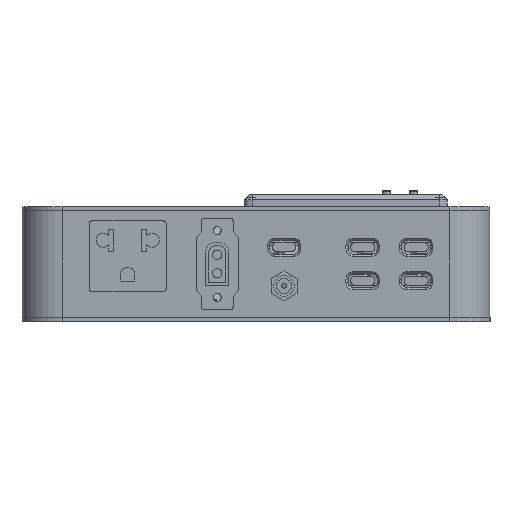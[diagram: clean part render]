
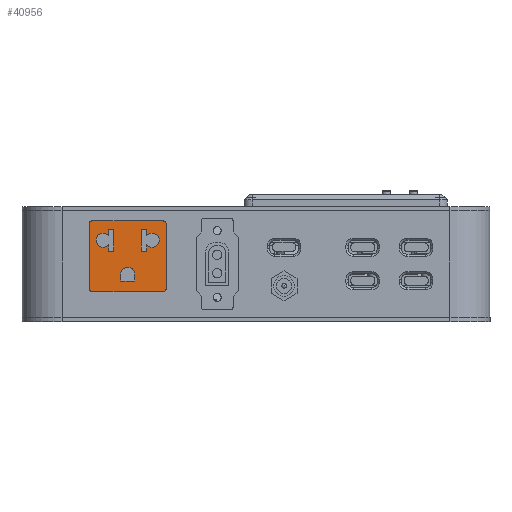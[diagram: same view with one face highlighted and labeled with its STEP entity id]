
A CAD part, front view. The second image highlights one B-rep face of the part: STEP entity #40956.
In plain terms, the highlighted planar face has unit normal (0, -1, 0).
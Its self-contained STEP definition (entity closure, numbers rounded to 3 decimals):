
#1457=FACE_BOUND('',#7365,.T.);
#1458=FACE_BOUND('',#7366,.T.);
#1459=FACE_BOUND('',#7367,.T.);
#2298=PLANE('',#45800);
#4479=FACE_OUTER_BOUND('',#7364,.T.);
#7364=EDGE_LOOP('',(#36739,#36740,#36741,#36742,#36743,#36744,#36745,#36746));
#7365=EDGE_LOOP('',(#36747,#36748,#36749,#36750));
#7366=EDGE_LOOP('',(#36751,#36752,#36753,#36754,#36755,#36756));
#7367=EDGE_LOOP('',(#36757,#36758,#36759,#36760,#36761,#36762));
#10404=LINE('',#71960,#13573);
#10407=LINE('',#71966,#13576);
#10410=LINE('',#71971,#13579);
#10412=LINE('',#71977,#13581);
#10416=LINE('',#71985,#13585);
#10419=LINE('',#71991,#13588);
#10422=LINE('',#71997,#13591);
#10426=LINE('',#72008,#13595);
#10428=LINE('',#72014,#13597);
#10432=LINE('',#72022,#13601);
#10435=LINE('',#72028,#13604);
#10438=LINE('',#72034,#13607);
#10441=LINE('',#72040,#13610);
#10448=LINE('',#72062,#13617);
#10458=LINE('',#72090,#13627);
#10461=LINE('',#72098,#13630);
#10463=LINE('',#72104,#13632);
#13573=VECTOR('',#57692,10.);
#13576=VECTOR('',#57697,10.);
#13579=VECTOR('',#57702,10.);
#13581=VECTOR('',#57708,10.);
#13585=VECTOR('',#57714,10.);
#13588=VECTOR('',#57719,10.);
#13591=VECTOR('',#57724,10.);
#13595=VECTOR('',#57736,10.);
#13597=VECTOR('',#57742,10.);
#13601=VECTOR('',#57748,10.);
#13604=VECTOR('',#57753,10.);
#13607=VECTOR('',#57758,10.);
#13610=VECTOR('',#57763,10.);
#13617=VECTOR('',#57786,10.);
#13627=VECTOR('',#57810,10.);
#13630=VECTOR('',#57819,10.);
#13632=VECTOR('',#57827,10.);
#16181=CIRCLE('',#45759,2.6);
#16183=CIRCLE('',#45770,2.65);
#16185=CIRCLE('',#45780,2.65);
#16187=CIRCLE('',#45784,1.);
#16192=CIRCLE('',#45792,1.);
#16193=CIRCLE('',#45795,1.);
#16194=CIRCLE('',#45798,1.);
#19748=VERTEX_POINT('',#71950);
#19749=VERTEX_POINT('',#71951);
#19752=VERTEX_POINT('',#71959);
#19754=VERTEX_POINT('',#71965);
#19756=VERTEX_POINT('',#71975);
#19757=VERTEX_POINT('',#71976);
#19760=VERTEX_POINT('',#71984);
#19762=VERTEX_POINT('',#71990);
#19764=VERTEX_POINT('',#71996);
#19766=VERTEX_POINT('',#72002);
#19768=VERTEX_POINT('',#72012);
#19769=VERTEX_POINT('',#72013);
#19772=VERTEX_POINT('',#72021);
#19774=VERTEX_POINT('',#72027);
#19776=VERTEX_POINT('',#72033);
#19778=VERTEX_POINT('',#72039);
#19780=VERTEX_POINT('',#72049);
#19781=VERTEX_POINT('',#72050);
#19785=VERTEX_POINT('',#72060);
#19795=VERTEX_POINT('',#72084);
#19796=VERTEX_POINT('',#72088);
#19797=VERTEX_POINT('',#72092);
#19798=VERTEX_POINT('',#72096);
#19799=VERTEX_POINT('',#72100);
#25436=EDGE_CURVE('',#19748,#19749,#16181,.T.);
#25440=EDGE_CURVE('',#19752,#19748,#10404,.T.);
#25443=EDGE_CURVE('',#19754,#19752,#10407,.T.);
#25446=EDGE_CURVE('',#19749,#19754,#10410,.T.);
#25448=EDGE_CURVE('',#19756,#19757,#10412,.T.);
#25452=EDGE_CURVE('',#19760,#19756,#10416,.T.);
#25455=EDGE_CURVE('',#19762,#19760,#10419,.T.);
#25458=EDGE_CURVE('',#19764,#19762,#10422,.T.);
#25461=EDGE_CURVE('',#19766,#19764,#16183,.T.);
#25464=EDGE_CURVE('',#19757,#19766,#10426,.T.);
#25466=EDGE_CURVE('',#19768,#19769,#10428,.T.);
#25470=EDGE_CURVE('',#19772,#19768,#10432,.T.);
#25473=EDGE_CURVE('',#19774,#19772,#10435,.T.);
#25476=EDGE_CURVE('',#19776,#19774,#10438,.T.);
#25479=EDGE_CURVE('',#19778,#19776,#10441,.T.);
#25482=EDGE_CURVE('',#19769,#19778,#16185,.T.);
#25484=EDGE_CURVE('',#19780,#19781,#16187,.T.);
#25490=EDGE_CURVE('',#19780,#19785,#10448,.T.);
#25501=EDGE_CURVE('',#19795,#19785,#16192,.T.);
#25504=EDGE_CURVE('',#19795,#19796,#10458,.T.);
#25505=EDGE_CURVE('',#19797,#19796,#16193,.T.);
#25508=EDGE_CURVE('',#19797,#19798,#10461,.T.);
#25509=EDGE_CURVE('',#19799,#19798,#16194,.T.);
#25511=EDGE_CURVE('',#19799,#19781,#10463,.T.);
#36739=ORIENTED_EDGE('',*,*,#25484,.F.);
#36740=ORIENTED_EDGE('',*,*,#25490,.T.);
#36741=ORIENTED_EDGE('',*,*,#25501,.F.);
#36742=ORIENTED_EDGE('',*,*,#25504,.T.);
#36743=ORIENTED_EDGE('',*,*,#25505,.F.);
#36744=ORIENTED_EDGE('',*,*,#25508,.T.);
#36745=ORIENTED_EDGE('',*,*,#25509,.F.);
#36746=ORIENTED_EDGE('',*,*,#25511,.T.);
#36747=ORIENTED_EDGE('',*,*,#25436,.T.);
#36748=ORIENTED_EDGE('',*,*,#25446,.T.);
#36749=ORIENTED_EDGE('',*,*,#25443,.T.);
#36750=ORIENTED_EDGE('',*,*,#25440,.T.);
#36751=ORIENTED_EDGE('',*,*,#25448,.T.);
#36752=ORIENTED_EDGE('',*,*,#25464,.T.);
#36753=ORIENTED_EDGE('',*,*,#25461,.T.);
#36754=ORIENTED_EDGE('',*,*,#25458,.T.);
#36755=ORIENTED_EDGE('',*,*,#25455,.T.);
#36756=ORIENTED_EDGE('',*,*,#25452,.T.);
#36757=ORIENTED_EDGE('',*,*,#25466,.T.);
#36758=ORIENTED_EDGE('',*,*,#25482,.T.);
#36759=ORIENTED_EDGE('',*,*,#25479,.T.);
#36760=ORIENTED_EDGE('',*,*,#25476,.T.);
#36761=ORIENTED_EDGE('',*,*,#25473,.T.);
#36762=ORIENTED_EDGE('',*,*,#25470,.T.);
#40956=ADVANCED_FACE('',(#4479,#1457,#1458,#1459),#2298,.T.);
#45759=AXIS2_PLACEMENT_3D('',#71952,#57684,#57685);
#45770=AXIS2_PLACEMENT_3D('',#72003,#57729,#57730);
#45780=AXIS2_PLACEMENT_3D('',#72045,#57768,#57769);
#45784=AXIS2_PLACEMENT_3D('',#72051,#57776,#57777);
#45792=AXIS2_PLACEMENT_3D('',#72085,#57804,#57805);
#45795=AXIS2_PLACEMENT_3D('',#72093,#57813,#57814);
#45798=AXIS2_PLACEMENT_3D('',#72101,#57822,#57823);
#45800=AXIS2_PLACEMENT_3D('',#72105,#57828,#57829);
#57684=DIRECTION('center_axis',(0.,1.,0.));
#57685=DIRECTION('ref_axis',(1.,0.,0.));
#57692=DIRECTION('',(0.,0.,1.));
#57697=DIRECTION('',(-1.,0.,0.));
#57702=DIRECTION('',(0.,0.,-1.));
#57708=DIRECTION('',(1.,0.,0.));
#57714=DIRECTION('',(0.,0.,1.));
#57719=DIRECTION('',(-1.,0.,0.));
#57724=DIRECTION('',(0.,0.,-1.));
#57729=DIRECTION('center_axis',(0.,1.,0.));
#57730=DIRECTION('ref_axis',(-0.755,0.,-0.656));
#57736=DIRECTION('',(0.,0.,-1.));
#57742=DIRECTION('',(0.,0.,1.));
#57748=DIRECTION('',(-1.,0.,0.));
#57753=DIRECTION('',(0.,0.,-1.));
#57758=DIRECTION('',(1.,0.,0.));
#57763=DIRECTION('',(0.,0.,1.));
#57768=DIRECTION('center_axis',(0.,1.,0.));
#57769=DIRECTION('ref_axis',(0.755,0.,0.656));
#57776=DIRECTION('center_axis',(0.,1.,0.));
#57777=DIRECTION('ref_axis',(-0.707,0.,-0.707));
#57786=DIRECTION('',(1.,0.,0.));
#57804=DIRECTION('center_axis',(0.,1.,0.));
#57805=DIRECTION('ref_axis',(0.707,0.,-0.707));
#57810=DIRECTION('',(0.,0.,1.));
#57813=DIRECTION('center_axis',(0.,1.,0.));
#57814=DIRECTION('ref_axis',(0.707,0.,0.707));
#57819=DIRECTION('',(-1.,0.,0.));
#57822=DIRECTION('center_axis',(0.,1.,0.));
#57823=DIRECTION('ref_axis',(-0.707,0.,0.707));
#57827=DIRECTION('',(0.,0.,-1.));
#57828=DIRECTION('center_axis',(0.,-1.,0.));
#57829=DIRECTION('ref_axis',(0.,0.,-1.));
#71950=CARTESIAN_POINT('',(-50.6,-189.,16.2));
#71951=CARTESIAN_POINT('',(-45.4,-189.,16.2));
#71952=CARTESIAN_POINT('Origin',(-48.,-189.,16.2));
#71959=CARTESIAN_POINT('',(-50.6,-189.,13.6));
#71960=CARTESIAN_POINT('',(-50.6,-189.,18.25));
#71965=CARTESIAN_POINT('',(-45.4,-189.,13.6));
#71966=CARTESIAN_POINT('',(-46.7,-189.,13.6));
#71971=CARTESIAN_POINT('',(-45.4,-189.,19.55));
#71975=CARTESIAN_POINT('',(-42.85,-189.,33.));
#71976=CARTESIAN_POINT('',(-40.85,-189.,33.));
#71977=CARTESIAN_POINT('',(-45.425,-189.,33.));
#71984=CARTESIAN_POINT('',(-42.85,-189.,24.8));
#71985=CARTESIAN_POINT('',(-42.85,-189.,23.85));
#71990=CARTESIAN_POINT('',(-40.85,-189.,24.8));
#71991=CARTESIAN_POINT('',(-44.425,-189.,24.8));
#71996=CARTESIAN_POINT('',(-40.85,-189.,27.161));
#71997=CARTESIAN_POINT('',(-40.85,-189.,25.031));
#72002=CARTESIAN_POINT('',(-40.85,-189.,30.639));
#72003=CARTESIAN_POINT('Origin',(-38.85,-189.,28.9));
#72008=CARTESIAN_POINT('',(-40.85,-189.,27.95));
#72012=CARTESIAN_POINT('',(-55.15,-189.,24.8));
#72013=CARTESIAN_POINT('',(-55.15,-189.,27.161));
#72014=CARTESIAN_POINT('',(-55.15,-189.,23.85));
#72021=CARTESIAN_POINT('',(-53.15,-189.,24.8));
#72022=CARTESIAN_POINT('',(-50.575,-189.,24.8));
#72027=CARTESIAN_POINT('',(-53.15,-189.,33.));
#72028=CARTESIAN_POINT('',(-53.15,-189.,27.95));
#72033=CARTESIAN_POINT('',(-55.15,-189.,33.));
#72034=CARTESIAN_POINT('',(-51.575,-189.,33.));
#72039=CARTESIAN_POINT('',(-55.15,-189.,30.639));
#72040=CARTESIAN_POINT('',(-55.15,-189.,26.769));
#72045=CARTESIAN_POINT('Origin',(-57.15,-189.,28.9));
#72049=CARTESIAN_POINT('',(-61.4,-189.,9.7));
#72050=CARTESIAN_POINT('',(-62.4,-189.,10.7));
#72051=CARTESIAN_POINT('Origin',(-61.4,-189.,10.7));
#72060=CARTESIAN_POINT('',(-34.6,-189.,9.7));
#72062=CARTESIAN_POINT('',(-62.4,-189.,9.7));
#72084=CARTESIAN_POINT('',(-33.6,-189.,10.7));
#72085=CARTESIAN_POINT('Origin',(-34.6,-189.,10.7));
#72088=CARTESIAN_POINT('',(-33.6,-189.,35.1));
#72090=CARTESIAN_POINT('',(-33.6,-189.,9.7));
#72092=CARTESIAN_POINT('',(-34.6,-189.,36.1));
#72093=CARTESIAN_POINT('Origin',(-34.6,-189.,35.1));
#72096=CARTESIAN_POINT('',(-61.4,-189.,36.1));
#72098=CARTESIAN_POINT('',(-33.6,-189.,36.1));
#72100=CARTESIAN_POINT('',(-62.4,-189.,35.1));
#72101=CARTESIAN_POINT('Origin',(-61.4,-189.,35.1));
#72104=CARTESIAN_POINT('',(-62.4,-189.,36.1));
#72105=CARTESIAN_POINT('Origin',(-48.,-189.,22.9));
